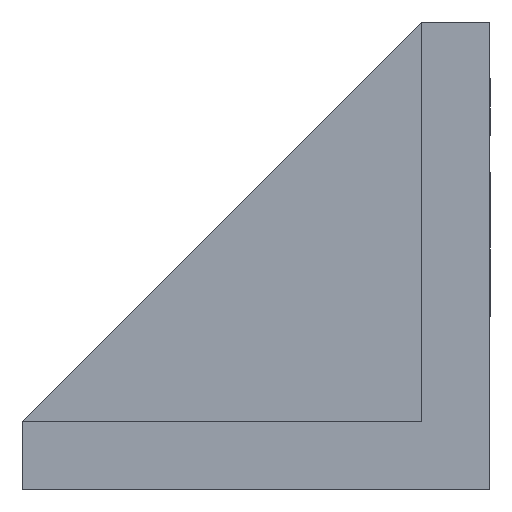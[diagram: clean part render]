
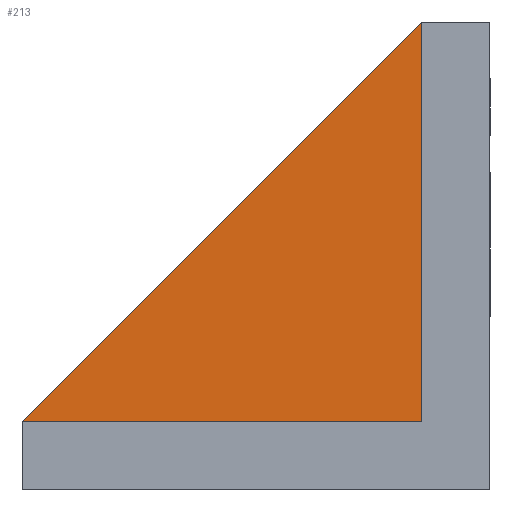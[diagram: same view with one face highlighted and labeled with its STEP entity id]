
A CAD part, front view. The second image highlights one B-rep face of the part: STEP entity #213.
In plain terms, the highlighted planar face has unit normal (0, -1, 0).
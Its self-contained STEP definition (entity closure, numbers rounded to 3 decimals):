
#175=EDGE_CURVE('',#345,#311,#430,.T.);
#213=ADVANCED_FACE('',(#476),#477,.T.);
#225=EDGE_CURVE('',#255,#311,#491,.T.);
#255=VERTEX_POINT('',#529);
#311=VERTEX_POINT('',#591);
#345=VERTEX_POINT('',#629);
#353=EDGE_CURVE('',#255,#345,#637,.T.);
#430=LINE('',#724,#725);
#476=FACE_OUTER_BOUND('',#786,.T.);
#477=PLANE('',#787);
#491=LINE('',#803,#804);
#529=CARTESIAN_POINT('',(-75.,14.5,11.0));
#591=CARTESIAN_POINT('',(-11.,14.5,75.0));
#629=CARTESIAN_POINT('',(-11.,14.5,11.0));
#637=LINE('',#1001,#1002);
#724=CARTESIAN_POINT('',(-11.,14.5,11.0));
#725=VECTOR('',#1073,1.0);
#786=EDGE_LOOP('',(#1133,#1134,#1135));
#787=AXIS2_PLACEMENT_3D('',#1136,#1137,#1138);
#803=CARTESIAN_POINT('',(-27.,14.5,59.0));
#804=VECTOR('',#1159,1.0);
#1001=CARTESIAN_POINT('',(-75.,14.5,11.0));
#1002=VECTOR('',#1324,1.0);
#1073=DIRECTION('',(0.0,0.0,1.0));
#1133=ORIENTED_EDGE('',*,*,#225,.F.);
#1134=ORIENTED_EDGE('',*,*,#353,.T.);
#1135=ORIENTED_EDGE('',*,*,#175,.T.);
#1136=CARTESIAN_POINT('',(-43.,14.5,43.));
#1137=DIRECTION('',(0.0,-1.0,0.0));
#1138=DIRECTION('',(1.0,0.0,0.0));
#1159=DIRECTION('',(0.707,0.0,0.707));
#1324=DIRECTION('',(1.0,0.0,0.0));
